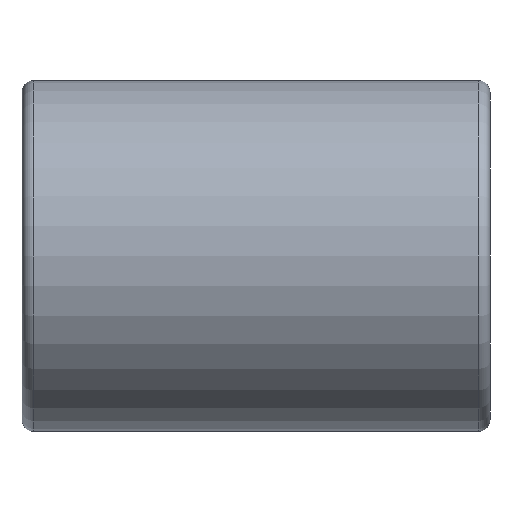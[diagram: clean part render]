
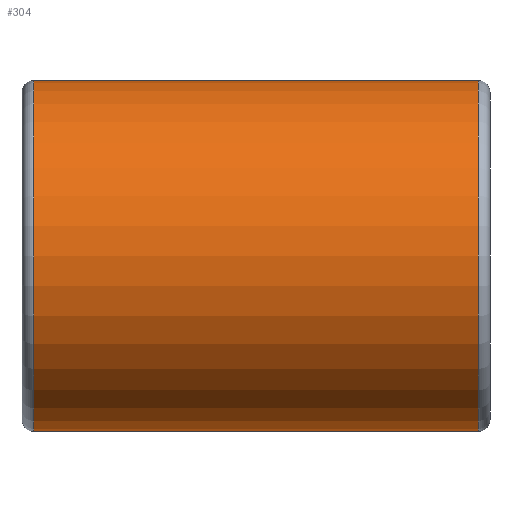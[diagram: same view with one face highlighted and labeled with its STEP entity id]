
A CAD part, left-side view. The second image highlights one B-rep face of the part: STEP entity #304.
In plain terms, the highlighted cylindrical face has radius 7.5 mm (diameter 15 mm), a partial arc.
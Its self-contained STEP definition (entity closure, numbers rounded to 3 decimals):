
#14 = VECTOR ( 'NONE', #424, 1000. ) ;
#43 = CYLINDRICAL_SURFACE ( 'NONE', #228, 7.5 ) ;
#48 = DIRECTION ( 'NONE',  ( 0., 1., 0. ) ) ;
#82 = DIRECTION ( 'NONE',  ( 0., 0., 1. ) ) ;
#97 = CIRCLE ( 'NONE', #219, 7.5 ) ;
#108 = CARTESIAN_POINT ( 'NONE',  ( 0., 33.565, -7.5 ) ) ;
#114 = VECTOR ( 'NONE', #48, 1000. ) ;
#117 = CIRCLE ( 'NONE', #159, 7.5 ) ;
#157 = LINE ( 'NONE', #108, #114 ) ;
#159 = AXIS2_PLACEMENT_3D ( 'NONE', #384, #359, #348 ) ;
#171 = EDGE_CURVE ( 'NONE', #431, #271, #157, .T. ) ;
#172 = EDGE_CURVE ( 'NONE', #347, #372, #402, .T. ) ;
#175 = EDGE_CURVE ( 'NONE', #431, #347, #117, .T. ) ;
#183 = EDGE_CURVE ( 'NONE', #372, #271, #97, .T. ) ;
#219 = AXIS2_PLACEMENT_3D ( 'NONE', #309, #274, #283 ) ;
#221 = ORIENTED_EDGE ( 'NONE', *, *, #172, .T. ) ;
#228 = AXIS2_PLACEMENT_3D ( 'NONE', #434, #443, #82 ) ;
#239 = CARTESIAN_POINT ( 'NONE',  ( 0., -9.5, 7.5 ) ) ;
#271 = VERTEX_POINT ( 'NONE', #292 ) ;
#274 = DIRECTION ( 'NONE',  ( 0., -1., 0. ) ) ;
#283 = DIRECTION ( 'NONE',  ( 0., 0., -1. ) ) ;
#292 = CARTESIAN_POINT ( 'NONE',  ( 0., 9.5, -7.5 ) ) ;
#300 = CARTESIAN_POINT ( 'NONE',  ( 0., 9.5, 7.5 ) ) ;
#304 = ADVANCED_FACE ( 'NONE', ( #317 ), #43, .T. ) ;
#309 = CARTESIAN_POINT ( 'NONE',  ( 0., 9.5, 0. ) ) ;
#317 = FACE_OUTER_BOUND ( 'NONE', #450, .T. ) ;
#318 = ORIENTED_EDGE ( 'NONE', *, *, #171, .F. ) ;
#327 = CARTESIAN_POINT ( 'NONE',  ( 0., -9.5, -7.5 ) ) ;
#347 = VERTEX_POINT ( 'NONE', #239 ) ;
#348 = DIRECTION ( 'NONE',  ( 0., 0., 1. ) ) ;
#357 = ORIENTED_EDGE ( 'NONE', *, *, #175, .T. ) ;
#359 = DIRECTION ( 'NONE',  ( 0., 1., 0. ) ) ;
#372 = VERTEX_POINT ( 'NONE', #300 ) ;
#384 = CARTESIAN_POINT ( 'NONE',  ( 0., -9.5, 0. ) ) ;
#402 = LINE ( 'NONE', #413, #14 ) ;
#413 = CARTESIAN_POINT ( 'NONE',  ( 0., 33.565, 7.5 ) ) ;
#424 = DIRECTION ( 'NONE',  ( 0., 1., 0. ) ) ;
#431 = VERTEX_POINT ( 'NONE', #327 ) ;
#434 = CARTESIAN_POINT ( 'NONE',  ( 0., 33.565, 0. ) ) ;
#441 = ORIENTED_EDGE ( 'NONE', *, *, #183, .T. ) ;
#443 = DIRECTION ( 'NONE',  ( 0., 1., 0. ) ) ;
#450 = EDGE_LOOP ( 'NONE', ( #318, #357, #221, #441 ) ) ;
